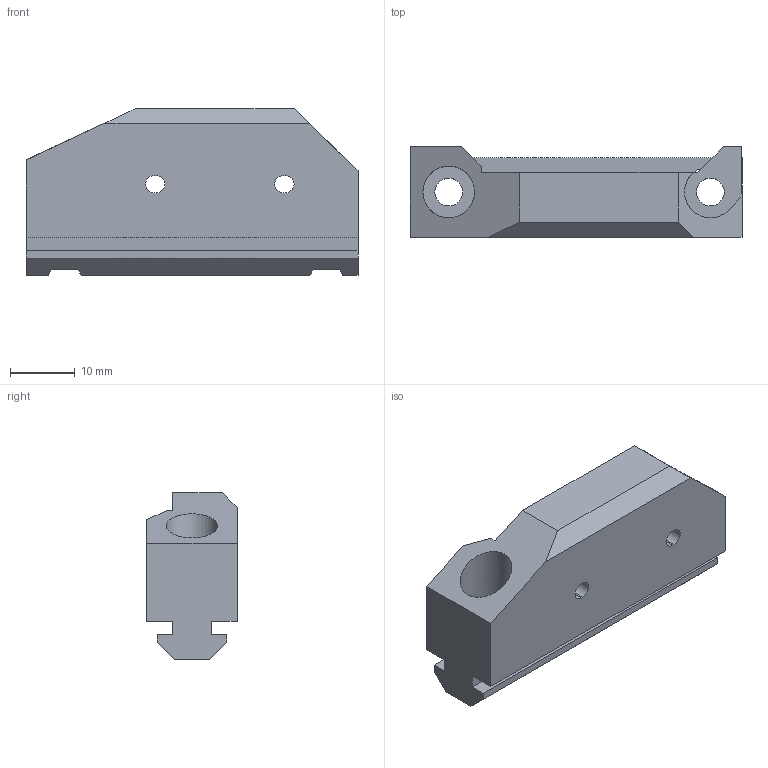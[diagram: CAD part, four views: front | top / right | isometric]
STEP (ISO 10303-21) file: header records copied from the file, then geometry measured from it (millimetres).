
FILE_DESCRIPTION(/* description */ (''),/* implementation_level */ '2;1');
FILE_NAME(/* name */ 'psu_lower_mount.step',/* time_stamp */ '2017-10-27T19:46:47+02:00',/* author */ ('gregsaun'),/* organization */ (''),/* preprocessor_version */ 'ST-DEVELOPER v16.13',/* originating_system */ 'Autodesk Translation Framework v6.5.0.72',/* authorisation */ '');
FILE_SCHEMA (('AUTOMOTIVE_DESIGN { 1 0 10303 214 3 1 1 }'));
Length unit declared in the file: millimetre
Products named in the file (1): psu_lower_mount
Bounding box: 51.4 x 14 x 25.8 mm (x, y, z)
Volume: 9438.9 mm3; surface area: 5640 mm2
Topology: 1 solids, 5 shells, 88 faces, 240 edges, 155 vertices
Faces by surface type: plane 76, cylinder 8, cone 4
Full cylindrical faces by diameter (mm): 4.3 x2, 8 x1
Entity records: 2789 total; most frequent: CARTESIAN_POINT 484, ORIENTED_EDGE 480, DIRECTION 439, EDGE_CURVE 240, LINE 219, VECTOR 219, VERTEX_POINT 155, AXIS2_PLACEMENT_3D 110
